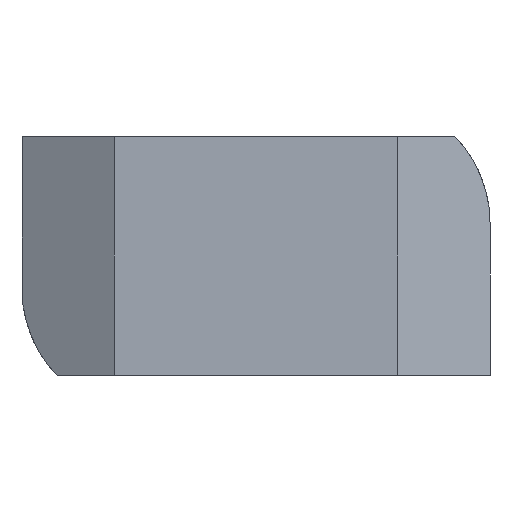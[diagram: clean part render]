
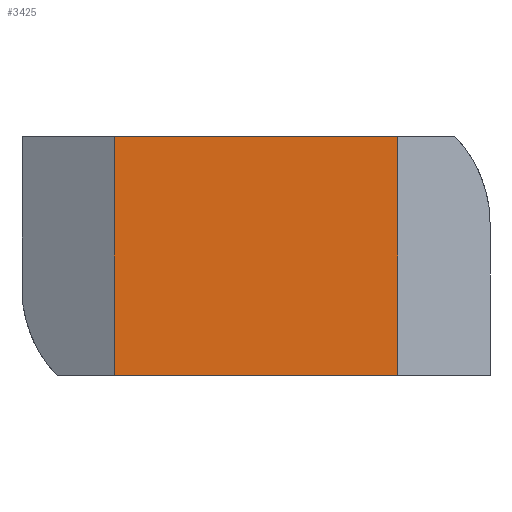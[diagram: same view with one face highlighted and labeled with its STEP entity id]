
A CAD part, front view. The second image highlights one B-rep face of the part: STEP entity #3425.
In plain terms, the highlighted planar face has unit normal (0, -1, 0).
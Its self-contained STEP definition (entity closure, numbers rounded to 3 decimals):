
#160 = VECTOR ( 'NONE', #4836, 1000. ) ;
#173 = CARTESIAN_POINT ( 'NONE',  ( -5.75, 0., 0. ) ) ;
#410 = VECTOR ( 'NONE', #7304, 1000. ) ;
#784 = CARTESIAN_POINT ( 'NONE',  ( 5.75, 0., 0. ) ) ;
#1013 = CARTESIAN_POINT ( 'NONE',  ( -5.75, 0., -9.7 ) ) ;
#1282 = DIRECTION ( 'NONE',  ( 0., 0., 1. ) ) ;
#1547 = EDGE_CURVE ( 'NONE', #7256, #5963, #3384, .T. ) ;
#1708 = LINE ( 'NONE', #4332, #160 ) ;
#1766 = ORIENTED_EDGE ( 'NONE', *, *, #2582, .T. ) ;
#2019 = ORIENTED_EDGE ( 'NONE', *, *, #5898, .F. ) ;
#2048 = CARTESIAN_POINT ( 'NONE',  ( 5.75, 0., -9.7 ) ) ;
#2392 = ORIENTED_EDGE ( 'NONE', *, *, #1547, .T. ) ;
#2582 = EDGE_CURVE ( 'NONE', #5963, #3816, #4475, .T. ) ;
#2859 = CARTESIAN_POINT ( 'NONE',  ( 5.75, 0., -9.7 ) ) ;
#3384 = LINE ( 'NONE', #2048, #410 ) ;
#3425 = ADVANCED_FACE ( 'NONE', ( #4660 ), #7509, .T. ) ;
#3428 = DIRECTION ( 'NONE',  ( 1., 0., 0. ) ) ;
#3655 = VERTEX_POINT ( 'NONE', #173 ) ;
#3816 = VERTEX_POINT ( 'NONE', #784 ) ;
#4332 = CARTESIAN_POINT ( 'NONE',  ( 5.75, 0., 0. ) ) ;
#4475 = LINE ( 'NONE', #7179, #5656 ) ;
#4660 = FACE_OUTER_BOUND ( 'NONE', #5714, .T. ) ;
#4836 = DIRECTION ( 'NONE',  ( 1., 0., 0. ) ) ;
#5241 = VECTOR ( 'NONE', #6208, 1000. ) ;
#5493 = ORIENTED_EDGE ( 'NONE', *, *, #7007, .F. ) ;
#5656 = VECTOR ( 'NONE', #1282, 1000. ) ;
#5714 = EDGE_LOOP ( 'NONE', ( #5493, #2019, #2392, #1766 ) ) ;
#5890 = LINE ( 'NONE', #1013, #5241 ) ;
#5898 = EDGE_CURVE ( 'NONE', #7256, #3655, #5890, .T. ) ;
#5963 = VERTEX_POINT ( 'NONE', #6825 ) ;
#6208 = DIRECTION ( 'NONE',  ( 0., 0., 1. ) ) ;
#6705 = CARTESIAN_POINT ( 'NONE',  ( -5.75, 0., -9.7 ) ) ;
#6825 = CARTESIAN_POINT ( 'NONE',  ( 5.75, 0., -9.7 ) ) ;
#6958 = DIRECTION ( 'NONE',  ( 0., -1., 0. ) ) ;
#7007 = EDGE_CURVE ( 'NONE', #3655, #3816, #1708, .T. ) ;
#7179 = CARTESIAN_POINT ( 'NONE',  ( 5.75, 0., -9.7 ) ) ;
#7256 = VERTEX_POINT ( 'NONE', #6705 ) ;
#7304 = DIRECTION ( 'NONE',  ( 1., 0., 0. ) ) ;
#7509 = PLANE ( 'NONE',  #7514 ) ;
#7514 = AXIS2_PLACEMENT_3D ( 'NONE', #2859, #6958, #3428 ) ;
